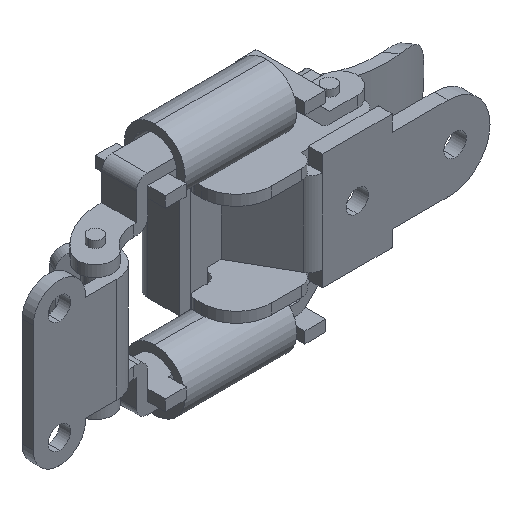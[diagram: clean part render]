
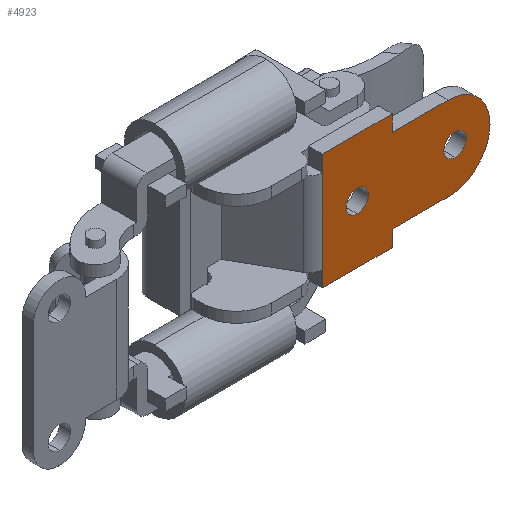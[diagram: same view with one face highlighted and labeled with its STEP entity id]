
A CAD part, isometric view. The second image highlights one B-rep face of the part: STEP entity #4923.
In plain terms, the highlighted planar face has unit normal (0, -1, 0).
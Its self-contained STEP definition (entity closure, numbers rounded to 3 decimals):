
#27 = DIRECTION ( 'NONE',  ( 0., 0., -1. ) ) ;
#76 = DIRECTION ( 'NONE',  ( 0., 0., 1. ) ) ;
#87 = EDGE_CURVE ( 'NONE', #968, #2271, #4687, .T. ) ;
#106 = VERTEX_POINT ( 'NONE', #355 ) ;
#113 = ORIENTED_EDGE ( 'NONE', *, *, #87, .T. ) ;
#180 = DIRECTION ( 'NONE',  ( 0., 0., 1. ) ) ;
#189 = CARTESIAN_POINT ( 'NONE',  ( 5., 0., -8.3 ) ) ;
#289 = AXIS2_PLACEMENT_3D ( 'NONE', #2477, #5598, #2022 ) ;
#336 = VERTEX_POINT ( 'NONE', #571 ) ;
#343 = CARTESIAN_POINT ( 'NONE',  ( 13., 0., 6. ) ) ;
#355 = CARTESIAN_POINT ( 'NONE',  ( 5., 0., 6. ) ) ;
#443 = VERTEX_POINT ( 'NONE', #4120 ) ;
#480 = DIRECTION ( 'NONE',  ( 0., 1., 0. ) ) ;
#492 = LINE ( 'NONE', #4901, #5711 ) ;
#504 = CIRCLE ( 'NONE', #6055, 1.6 ) ;
#564 = CARTESIAN_POINT ( 'NONE',  ( 13., 0., 0. ) ) ;
#571 = CARTESIAN_POINT ( 'NONE',  ( 13., 0., -6. ) ) ;
#584 = CARTESIAN_POINT ( 'NONE',  ( -5., 0., -6. ) ) ;
#710 = VECTOR ( 'NONE', #5465, 1000. ) ;
#727 = CIRCLE ( 'NONE', #1272, 6. ) ;
#751 = DIRECTION ( 'NONE',  ( 0., 0., -1. ) ) ;
#771 = CARTESIAN_POINT ( 'NONE',  ( 14., 0., 0. ) ) ;
#827 = LINE ( 'NONE', #5459, #904 ) ;
#904 = VECTOR ( 'NONE', #5485, 1000. ) ;
#924 = ORIENTED_EDGE ( 'NONE', *, *, #1972, .T. ) ;
#968 = VERTEX_POINT ( 'NONE', #3220 ) ;
#1031 = ORIENTED_EDGE ( 'NONE', *, *, #1890, .T. ) ;
#1111 = VERTEX_POINT ( 'NONE', #1780 ) ;
#1183 = VERTEX_POINT ( 'NONE', #6043 ) ;
#1220 = VECTOR ( 'NONE', #751, 1000. ) ;
#1250 = ORIENTED_EDGE ( 'NONE', *, *, #2804, .F. ) ;
#1260 = CARTESIAN_POINT ( 'NONE',  ( 14., 0., 1.6 ) ) ;
#1270 = DIRECTION ( 'NONE',  ( 0., -1., 0. ) ) ;
#1272 = AXIS2_PLACEMENT_3D ( 'NONE', #564, #6239, #76 ) ;
#1525 = AXIS2_PLACEMENT_3D ( 'NONE', #5223, #3165, #27 ) ;
#1577 = LINE ( 'NONE', #4871, #3654 ) ;
#1635 = EDGE_LOOP ( 'NONE', ( #6607, #5978 ) ) ;
#1687 = LINE ( 'NONE', #1910, #4763 ) ;
#1695 = CARTESIAN_POINT ( 'NONE',  ( -5., 0., 8.5 ) ) ;
#1780 = CARTESIAN_POINT ( 'NONE',  ( 0., 0., 1.6 ) ) ;
#1811 = CARTESIAN_POINT ( 'NONE',  ( -5., 0., 8.3 ) ) ;
#1890 = EDGE_CURVE ( 'NONE', #336, #5463, #727, .T. ) ;
#1910 = CARTESIAN_POINT ( 'NONE',  ( 5., 0., 8.5 ) ) ;
#1939 = EDGE_LOOP ( 'NONE', ( #6098, #6130 ) ) ;
#1972 = EDGE_CURVE ( 'NONE', #1183, #5764, #3959, .T. ) ;
#2014 = VECTOR ( 'NONE', #180, 1000. ) ;
#2022 = DIRECTION ( 'NONE',  ( 0., 0., -1. ) ) ;
#2135 = ORIENTED_EDGE ( 'NONE', *, *, #3916, .F. ) ;
#2216 = EDGE_CURVE ( 'NONE', #1111, #3686, #504, .T. ) ;
#2271 = VERTEX_POINT ( 'NONE', #189 ) ;
#2273 = ORIENTED_EDGE ( 'NONE', *, *, #6612, .F. ) ;
#2329 = DIRECTION ( 'NONE',  ( 1., 0., 0. ) ) ;
#2346 = VECTOR ( 'NONE', #3713, 1000. ) ;
#2436 = CIRCLE ( 'NONE', #289, 1.6 ) ;
#2477 = CARTESIAN_POINT ( 'NONE',  ( 14., 0., 0. ) ) ;
#2488 = CIRCLE ( 'NONE', #6026, 1.6 ) ;
#2527 = VERTEX_POINT ( 'NONE', #343 ) ;
#2532 = DIRECTION ( 'NONE',  ( 0., 0., 1. ) ) ;
#2538 = EDGE_CURVE ( 'NONE', #5251, #6524, #2436, .T. ) ;
#2698 = CARTESIAN_POINT ( 'NONE',  ( -5., 0., -8.5 ) ) ;
#2800 = VERTEX_POINT ( 'NONE', #4174 ) ;
#2804 = EDGE_CURVE ( 'NONE', #1183, #5906, #4256, .T. ) ;
#2810 = EDGE_LOOP ( 'NONE', ( #3782, #1031, #3160, #4261, #5891, #2876, #1250, #924, #2135, #113, #2273 ) ) ;
#2876 = ORIENTED_EDGE ( 'NONE', *, *, #4032, .T. ) ;
#2989 = CARTESIAN_POINT ( 'NONE',  ( 19., 0., 0. ) ) ;
#3086 = FACE_BOUND ( 'NONE', #1939, .T. ) ;
#3087 = DIRECTION ( 'NONE',  ( 0., -1., 0. ) ) ;
#3160 = ORIENTED_EDGE ( 'NONE', *, *, #4211, .T. ) ;
#3165 = DIRECTION ( 'NONE',  ( 0., -1., 0. ) ) ;
#3220 = CARTESIAN_POINT ( 'NONE',  ( -5., 0., -8.3 ) ) ;
#3329 = DIRECTION ( 'NONE',  ( 0., 0., -1. ) ) ;
#3341 = DIRECTION ( 'NONE',  ( 0., 0., -1. ) ) ;
#3560 = DIRECTION ( 'NONE',  ( 0., -1., 0. ) ) ;
#3605 = EDGE_CURVE ( 'NONE', #3686, #1111, #6520, .T. ) ;
#3654 = VECTOR ( 'NONE', #3793, 1000. ) ;
#3686 = VERTEX_POINT ( 'NONE', #5726 ) ;
#3713 = DIRECTION ( 'NONE',  ( 0., 0., 1. ) ) ;
#3782 = ORIENTED_EDGE ( 'NONE', *, *, #5344, .F. ) ;
#3793 = DIRECTION ( 'NONE',  ( 1., 0., 0. ) ) ;
#3916 = EDGE_CURVE ( 'NONE', #968, #5764, #5480, .T. ) ;
#3959 = LINE ( 'NONE', #1695, #1220 ) ;
#4032 = EDGE_CURVE ( 'NONE', #2800, #5906, #492, .T. ) ;
#4120 = CARTESIAN_POINT ( 'NONE',  ( 5., 0., -6. ) ) ;
#4174 = CARTESIAN_POINT ( 'NONE',  ( 5., 0., 8.3 ) ) ;
#4211 = EDGE_CURVE ( 'NONE', #5463, #2527, #5474, .T. ) ;
#4256 = LINE ( 'NONE', #5266, #2014 ) ;
#4261 = ORIENTED_EDGE ( 'NONE', *, *, #6585, .F. ) ;
#4294 = FACE_BOUND ( 'NONE', #1635, .T. ) ;
#4465 = CARTESIAN_POINT ( 'NONE',  ( -5., 0., -8.3 ) ) ;
#4626 = DIRECTION ( 'NONE',  ( 0., 0., 1. ) ) ;
#4687 = LINE ( 'NONE', #4465, #5563 ) ;
#4689 = CARTESIAN_POINT ( 'NONE',  ( -6.163, 0., 8.5 ) ) ;
#4763 = VECTOR ( 'NONE', #6551, 1000. ) ;
#4858 = DIRECTION ( 'NONE',  ( -1., 0., 0. ) ) ;
#4871 = CARTESIAN_POINT ( 'NONE',  ( 5., 0., 6. ) ) ;
#4901 = CARTESIAN_POINT ( 'NONE',  ( -5., 0., 8.3 ) ) ;
#4923 = ADVANCED_FACE ( 'NONE', ( #3086, #4294, #5093 ), #5560, .F. ) ;
#5093 = FACE_OUTER_BOUND ( 'NONE', #2810, .T. ) ;
#5223 = CARTESIAN_POINT ( 'NONE',  ( 0., 0., 0. ) ) ;
#5251 = VERTEX_POINT ( 'NONE', #5845 ) ;
#5266 = CARTESIAN_POINT ( 'NONE',  ( -5., 0., 8.5 ) ) ;
#5344 = EDGE_CURVE ( 'NONE', #336, #443, #827, .T. ) ;
#5430 = CARTESIAN_POINT ( 'NONE',  ( 0., 0., 0. ) ) ;
#5459 = CARTESIAN_POINT ( 'NONE',  ( 19., 0., -6. ) ) ;
#5463 = VERTEX_POINT ( 'NONE', #2989 ) ;
#5465 = DIRECTION ( 'NONE',  ( 0., 0., -1. ) ) ;
#5474 = CIRCLE ( 'NONE', #6557, 6. ) ;
#5480 = LINE ( 'NONE', #2698, #2346 ) ;
#5485 = DIRECTION ( 'NONE',  ( -1., 0., 0. ) ) ;
#5515 = LINE ( 'NONE', #6412, #710 ) ;
#5560 = PLANE ( 'NONE',  #6519 ) ;
#5563 = VECTOR ( 'NONE', #2329, 1000. ) ;
#5564 = EDGE_CURVE ( 'NONE', #2800, #106, #1687, .T. ) ;
#5598 = DIRECTION ( 'NONE',  ( 0., -1., 0. ) ) ;
#5711 = VECTOR ( 'NONE', #4858, 1000. ) ;
#5726 = CARTESIAN_POINT ( 'NONE',  ( 0., 0., -1.6 ) ) ;
#5764 = VERTEX_POINT ( 'NONE', #584 ) ;
#5845 = CARTESIAN_POINT ( 'NONE',  ( 14., 0., -1.6 ) ) ;
#5891 = ORIENTED_EDGE ( 'NONE', *, *, #5564, .F. ) ;
#5894 = EDGE_CURVE ( 'NONE', #6524, #5251, #2488, .T. ) ;
#5906 = VERTEX_POINT ( 'NONE', #1811 ) ;
#5978 = ORIENTED_EDGE ( 'NONE', *, *, #2216, .F. ) ;
#6026 = AXIS2_PLACEMENT_3D ( 'NONE', #771, #1270, #3341 ) ;
#6043 = CARTESIAN_POINT ( 'NONE',  ( -5., 0., 6. ) ) ;
#6055 = AXIS2_PLACEMENT_3D ( 'NONE', #5430, #3087, #3329 ) ;
#6098 = ORIENTED_EDGE ( 'NONE', *, *, #2538, .F. ) ;
#6130 = ORIENTED_EDGE ( 'NONE', *, *, #5894, .F. ) ;
#6239 = DIRECTION ( 'NONE',  ( 0., -1., 0. ) ) ;
#6412 = CARTESIAN_POINT ( 'NONE',  ( 5., 0., -6. ) ) ;
#6519 = AXIS2_PLACEMENT_3D ( 'NONE', #4689, #480, #2532 ) ;
#6520 = CIRCLE ( 'NONE', #1525, 1.6 ) ;
#6524 = VERTEX_POINT ( 'NONE', #1260 ) ;
#6551 = DIRECTION ( 'NONE',  ( 0., 0., -1. ) ) ;
#6557 = AXIS2_PLACEMENT_3D ( 'NONE', #6610, #3560, #4626 ) ;
#6585 = EDGE_CURVE ( 'NONE', #106, #2527, #1577, .T. ) ;
#6607 = ORIENTED_EDGE ( 'NONE', *, *, #3605, .F. ) ;
#6610 = CARTESIAN_POINT ( 'NONE',  ( 13., 0., 0. ) ) ;
#6612 = EDGE_CURVE ( 'NONE', #443, #2271, #5515, .T. ) ;
